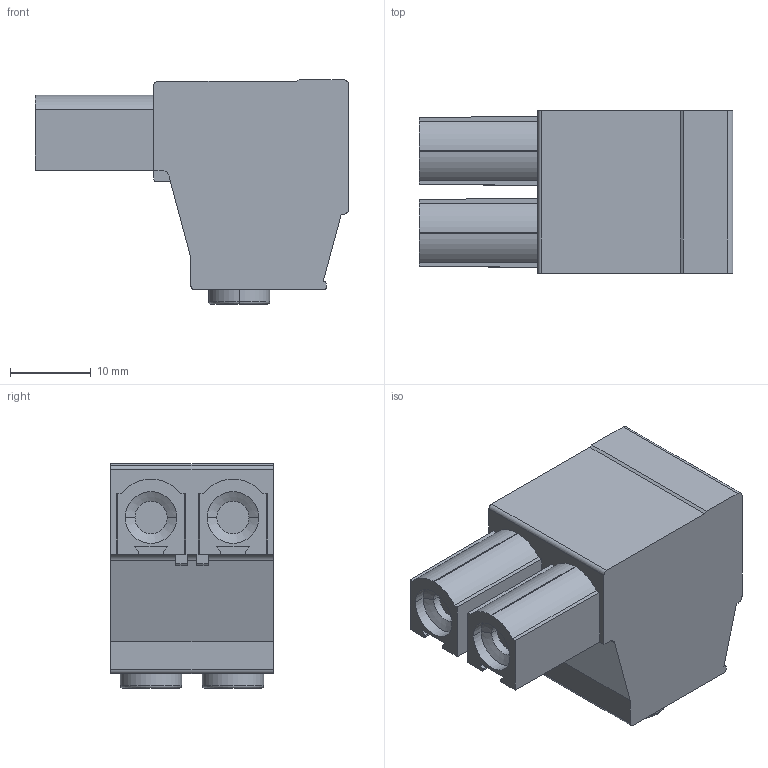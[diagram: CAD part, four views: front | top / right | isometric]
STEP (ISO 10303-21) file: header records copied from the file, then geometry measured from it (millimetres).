
FILE_DESCRIPTION((''),'2;1');
FILE_NAME('TLPS-800V-XXP-XS','2024-09-09T15:24:17',('yanfa'),(''),'CREO PARAMETRIC BY PTC INC, 2018100','CREO PARAMETRIC BY PTC INC, 2018100','');
FILE_SCHEMA(('AUTOMOTIVE_DESIGN { 1 0 10303 214 1 1 1 1 }'));
Length unit declared in the file: millimetre
Products named in the file (1): TLPS-800V-XXP-XS
Bounding box: 38.9 x 20.16 x 27.8 mm (x, y, z)
Volume: 11833.1 mm3; surface area: 4845.7 mm2
Topology: 1 solids, 1 shells, 154 faces, 412 edges, 268 vertices
Faces by surface type: plane 85, cylinder 61, cone 4, torus 4
Entity records: 4980 total; most frequent: CARTESIAN_POINT 995, ORIENTED_EDGE 824, DIRECTION 799, EDGE_CURVE 412, VECTOR 270, LINE 270, VERTEX_POINT 268, AXIS2_PLACEMENT_3D 263
